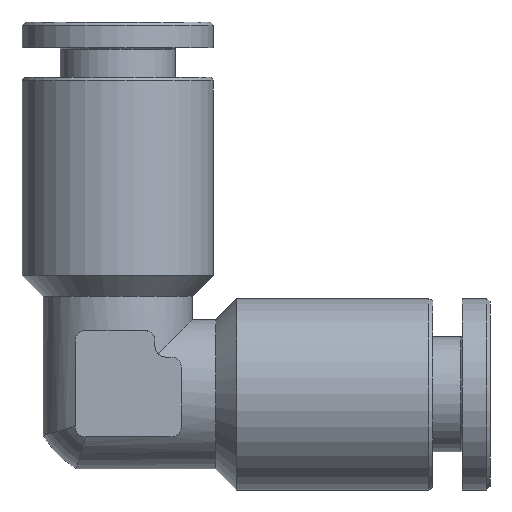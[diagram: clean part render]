
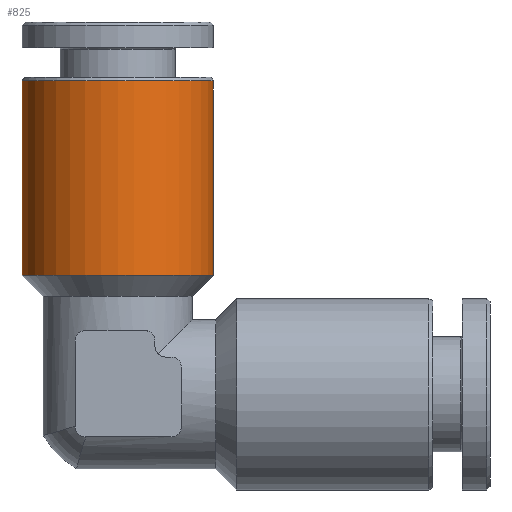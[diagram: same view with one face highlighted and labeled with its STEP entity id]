
A CAD part, front view. The second image highlights one B-rep face of the part: STEP entity #825.
In plain terms, the highlighted cylindrical face has radius 4.5 mm (diameter 9 mm), a full revolution.
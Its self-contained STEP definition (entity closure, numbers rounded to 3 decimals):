
#219=ORIENTED_EDGE('',*,*,#421,.F.);
#220=ORIENTED_EDGE('',*,*,#420,.T.);
#420=EDGE_CURVE('',#525,#525,#582,.T.);
#421=EDGE_CURVE('',#526,#526,#583,.T.);
#525=VERTEX_POINT('',#1403);
#526=VERTEX_POINT('',#1406);
#582=CIRCLE('',#916,4.5);
#583=CIRCLE('',#918,4.5);
#639=EDGE_LOOP('',(#219));
#640=EDGE_LOOP('',(#220));
#727=FACE_BOUND('',#639,.T.);
#728=FACE_BOUND('',#640,.T.);
#792=CYLINDRICAL_SURFACE('',#917,4.5);
#825=ADVANCED_FACE('',(#727,#728),#792,.T.);
#916=AXIS2_PLACEMENT_3D('',#1402,#1067,#1068);
#917=AXIS2_PLACEMENT_3D('',#1404,#1069,#1070);
#918=AXIS2_PLACEMENT_3D('',#1405,#1071,#1072);
#1067=DIRECTION('',(0.,0.,1.));
#1068=DIRECTION('',(1.,0.,0.));
#1069=DIRECTION('',(0.,0.,1.));
#1070=DIRECTION('',(1.,0.,0.));
#1071=DIRECTION('',(0.,0.,1.));
#1072=DIRECTION('',(1.,0.,0.));
#1402=CARTESIAN_POINT('',(0.,0.,5.6));
#1403=CARTESIAN_POINT('',(4.5,0.,5.6));
#1404=CARTESIAN_POINT('',(0.,0.,17.5));
#1405=CARTESIAN_POINT('',(0.,0.,14.727));
#1406=CARTESIAN_POINT('',(4.5,0.,14.727));
